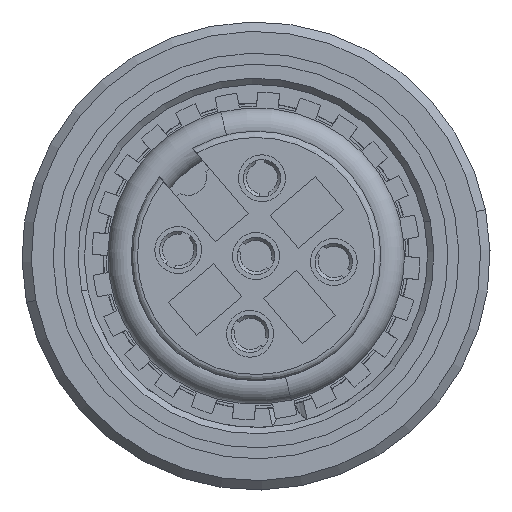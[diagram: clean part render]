
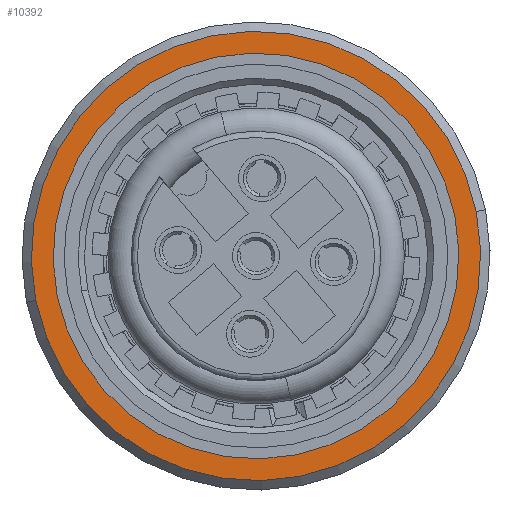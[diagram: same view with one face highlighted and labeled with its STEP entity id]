
A CAD part, left-side view. The second image highlights one B-rep face of the part: STEP entity #10392.
In plain terms, the highlighted planar face has unit normal (-1, 0, 0).
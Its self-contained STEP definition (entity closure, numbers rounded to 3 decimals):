
#3547=CARTESIAN_POINT('',(5.324,0.,0.));
#3548=DIRECTION('',(1.,0.,0.));
#3549=DIRECTION('',(0.,0.98,-0.198));
#3550=AXIS2_PLACEMENT_3D('',#3547,#3548,#3549);
#3552=CARTESIAN_POINT('',(5.324,0.,0.));
#3553=DIRECTION('',(1.,0.,0.));
#3554=DIRECTION('',(0.,-0.98,0.198));
#3555=AXIS2_PLACEMENT_3D('',#3552,#3553,#3554);
#3557=CARTESIAN_POINT('',(5.324,0.,0.));
#3558=DIRECTION('',(-1.,0.,0.));
#3559=DIRECTION('',(0.,0.98,-0.198));
#3560=AXIS2_PLACEMENT_3D('',#3557,#3558,#3559);
#3562=CARTESIAN_POINT('',(5.324,0.,0.));
#3563=DIRECTION('',(-1.,0.,0.));
#3564=DIRECTION('',(0.,-0.98,0.198));
#3565=AXIS2_PLACEMENT_3D('',#3562,#3563,#3564);
#5100=CARTESIAN_POINT('',(5.324,6.372,-1.285));
#5101=CARTESIAN_POINT('',(5.324,-6.372,1.285));
#5102=VERTEX_POINT('',#5100);
#5103=VERTEX_POINT('',#5101);
#5104=CARTESIAN_POINT('',(5.324,7.058,-1.423));
#5105=CARTESIAN_POINT('',(5.324,-7.058,1.423));
#5106=VERTEX_POINT('',#5104);
#5107=VERTEX_POINT('',#5105);
#10376=CARTESIAN_POINT('',(5.324,0.,
0.));
#10377=DIRECTION('',(1.,0.,0.));
#10378=DIRECTION('',(0.,-0.98,0.198));
#10379=AXIS2_PLACEMENT_3D('',#10376,#10377,#10378);
#10380=PLANE('',#10379);
#10382=ORIENTED_EDGE('',*,*,#10381,.T.);
#10384=ORIENTED_EDGE('',*,*,#10383,.T.);
#10385=EDGE_LOOP('',(#10382,#10384));
#10386=FACE_OUTER_BOUND('',#10385,.F.);
#10387=ORIENTED_EDGE('',*,*,#10366,.T.);
#10389=ORIENTED_EDGE('',*,*,#10388,.T.);
#10390=EDGE_LOOP('',(#10387,#10389));
#10391=FACE_BOUND('',#10390,.F.);
#3551=CIRCLE('',#3550,7.2);
#3556=CIRCLE('',#3555,7.2);
#3561=CIRCLE('',#3560,6.5);
#3566=CIRCLE('',#3565,6.5);
#10366=EDGE_CURVE('',#5102,#5103,#3561,.T.);
#10381=EDGE_CURVE('',#5106,#5107,#3551,.T.);
#10383=EDGE_CURVE('',#5107,#5106,#3556,.T.);
#10388=EDGE_CURVE('',#5103,#5102,#3566,.T.);
#10392=ADVANCED_FACE('',(#10386,#10391),#10380,.F.);
